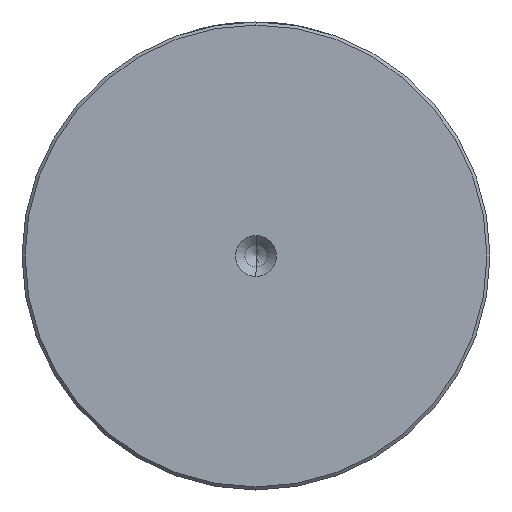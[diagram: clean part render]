
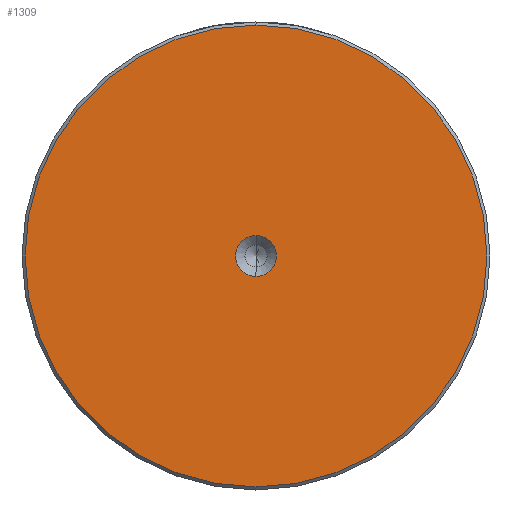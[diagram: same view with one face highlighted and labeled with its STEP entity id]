
A CAD part, left-side view. The second image highlights one B-rep face of the part: STEP entity #1309.
In plain terms, the highlighted planar face has unit normal (-1, 0, 0).
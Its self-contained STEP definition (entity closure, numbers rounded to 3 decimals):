
#234 = EDGE_CURVE ( 'NONE', #340, #436, #1088, .T. ) ;
#340 = VERTEX_POINT ( 'NONE', #1740 ) ;
#436 = VERTEX_POINT ( 'NONE', #1390 ) ;
#571 = VERTEX_POINT ( 'NONE', #2392 ) ;
#608 = ORIENTED_EDGE ( 'NONE', *, *, #1753, .F. ) ;
#647 = AXIS2_PLACEMENT_3D ( 'NONE', #1095, #2976, #1375 ) ;
#655 = EDGE_CURVE ( 'NONE', #436, #340, #3474, .T. ) ;
#790 = EDGE_LOOP ( 'NONE', ( #608, #2257 ) ) ;
#866 = CARTESIAN_POINT ( 'NONE',  ( 0., 0., 0. ) ) ;
#1088 = CIRCLE ( 'NONE', #1805, 37.5 ) ;
#1095 = CARTESIAN_POINT ( 'NONE',  ( 0., 0., 0. ) ) ;
#1170 = DIRECTION ( 'NONE',  ( 0., 0., 1. ) ) ;
#1201 = CARTESIAN_POINT ( 'NONE',  ( 0., 0., 0. ) ) ;
#1309 = ADVANCED_FACE ( 'NONE', ( #2735, #3418 ), #3145, .T. ) ;
#1375 = DIRECTION ( 'NONE',  ( 0., 0., 1. ) ) ;
#1390 = CARTESIAN_POINT ( 'NONE',  ( 0., 0., 37.5 ) ) ;
#1415 = EDGE_LOOP ( 'NONE', ( #3253, #2701 ) ) ;
#1462 = CIRCLE ( 'NONE', #2272, 3.3 ) ;
#1468 = EDGE_CURVE ( 'NONE', #571, #2762, #3011, .T. ) ;
#1483 = DIRECTION ( 'NONE',  ( 0., 0., 1. ) ) ;
#1740 = CARTESIAN_POINT ( 'NONE',  ( 0., 0., -37.5 ) ) ;
#1753 = EDGE_CURVE ( 'NONE', #2762, #571, #1462, .T. ) ;
#1805 = AXIS2_PLACEMENT_3D ( 'NONE', #2343, #2325, #2312 ) ;
#1831 = DIRECTION ( 'NONE',  ( 0., 0., 1. ) ) ;
#1833 = AXIS2_PLACEMENT_3D ( 'NONE', #866, #2779, #1170 ) ;
#2257 = ORIENTED_EDGE ( 'NONE', *, *, #1468, .F. ) ;
#2272 = AXIS2_PLACEMENT_3D ( 'NONE', #1201, #3064, #1483 ) ;
#2312 = DIRECTION ( 'NONE',  ( 0., 0., 1. ) ) ;
#2325 = DIRECTION ( 'NONE',  ( -1., 0., 0. ) ) ;
#2343 = CARTESIAN_POINT ( 'NONE',  ( 0., 0., 0. ) ) ;
#2392 = CARTESIAN_POINT ( 'NONE',  ( 0., 0., -3.3 ) ) ;
#2621 = CARTESIAN_POINT ( 'NONE',  ( 0., 0., 0. ) ) ;
#2701 = ORIENTED_EDGE ( 'NONE', *, *, #655, .T. ) ;
#2735 = FACE_OUTER_BOUND ( 'NONE', #1415, .T. ) ;
#2753 = AXIS2_PLACEMENT_3D ( 'NONE', #2621, #3400, #1831 ) ;
#2762 = VERTEX_POINT ( 'NONE', #2827 ) ;
#2779 = DIRECTION ( 'NONE',  ( -1., 0., 0. ) ) ;
#2827 = CARTESIAN_POINT ( 'NONE',  ( 0., 0., 3.3 ) ) ;
#2976 = DIRECTION ( 'NONE',  ( -1., 0., 0. ) ) ;
#3011 = CIRCLE ( 'NONE', #647, 3.3 ) ;
#3064 = DIRECTION ( 'NONE',  ( -1., 0., 0. ) ) ;
#3145 = PLANE ( 'NONE',  #2753 ) ;
#3253 = ORIENTED_EDGE ( 'NONE', *, *, #234, .T. ) ;
#3400 = DIRECTION ( 'NONE',  ( -1., 0., 0. ) ) ;
#3418 = FACE_BOUND ( 'NONE', #790, .T. ) ;
#3474 = CIRCLE ( 'NONE', #1833, 37.5 ) ;
